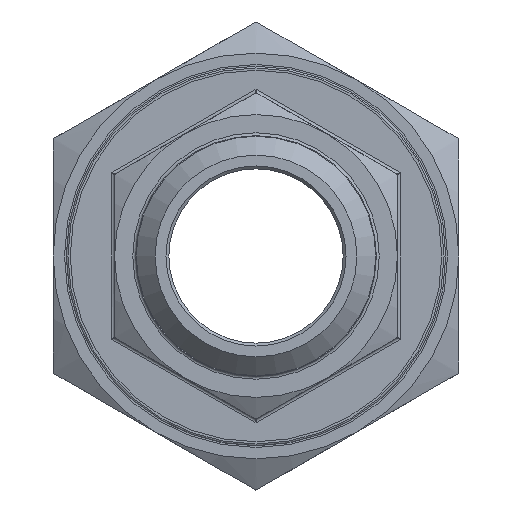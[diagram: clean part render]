
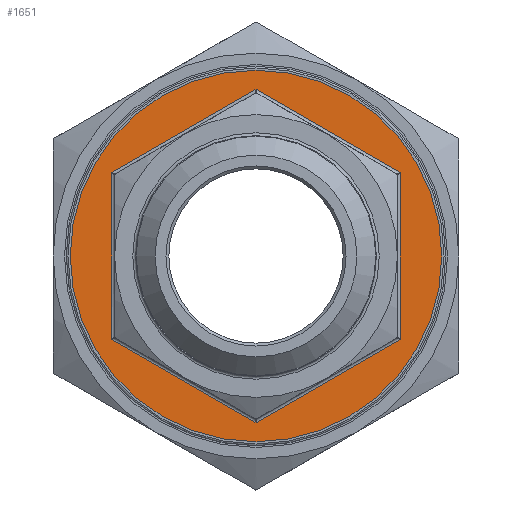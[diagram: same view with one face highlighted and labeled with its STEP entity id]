
A CAD part, front view. The second image highlights one B-rep face of the part: STEP entity #1651.
In plain terms, the highlighted planar face has unit normal (0, -1, 0).
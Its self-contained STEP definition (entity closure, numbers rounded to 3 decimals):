
#144=LINE('',#2968,#204);
#148=LINE('',#3020,#208);
#152=LINE('',#3074,#212);
#156=LINE('',#3124,#216);
#160=LINE('',#3167,#220);
#166=LINE('',#3244,#226);
#204=VECTOR('',#2183,29.156);
#208=VECTOR('',#2205,29.156);
#212=VECTOR('',#2231,29.156);
#216=VECTOR('',#2253,29.156);
#220=VECTOR('',#2273,29.156);
#226=VECTOR('',#2335,29.156);
#344=PLANE('',#1875);
#365=FACE_BOUND('',#599,.T.);
#471=FACE_OUTER_BOUND('',#598,.T.);
#598=EDGE_LOOP('',(#1455));
#599=EDGE_LOOP('',(#1456,#1457,#1458,#1459,#1460,#1461));
#696=CIRCLE('',#1876,32.5);
#804=VERTEX_POINT('',#2939);
#811=VERTEX_POINT('',#2967);
#819=VERTEX_POINT('',#3019);
#827=VERTEX_POINT('',#3073);
#833=VERTEX_POINT('',#3123);
#836=VERTEX_POINT('',#3154);
#849=VERTEX_POINT('',#3246);
#1003=EDGE_CURVE('',#804,#811,#144,.T.);
#1015=EDGE_CURVE('',#811,#819,#148,.T.);
#1028=EDGE_CURVE('',#819,#827,#152,.T.);
#1039=EDGE_CURVE('',#827,#833,#156,.T.);
#1049=EDGE_CURVE('',#833,#836,#160,.T.);
#1071=EDGE_CURVE('',#836,#804,#166,.T.);
#1072=EDGE_CURVE('',#849,#849,#696,.T.);
#1455=ORIENTED_EDGE('',*,*,#1072,.T.);
#1456=ORIENTED_EDGE('',*,*,#1028,.F.);
#1457=ORIENTED_EDGE('',*,*,#1015,.F.);
#1458=ORIENTED_EDGE('',*,*,#1003,.F.);
#1459=ORIENTED_EDGE('',*,*,#1071,.F.);
#1460=ORIENTED_EDGE('',*,*,#1049,.F.);
#1461=ORIENTED_EDGE('',*,*,#1039,.F.);
#1651=ADVANCED_FACE('',(#471,#365),#344,.F.);
#1875=AXIS2_PLACEMENT_3D('',#3245,#2336,#2337);
#1876=AXIS2_PLACEMENT_3D('',#3247,#2338,#2339);
#2183=DIRECTION('',(-0.866,0.,-0.5));
#2205=DIRECTION('',(0.,0.,-1.));
#2231=DIRECTION('',(0.866,0.,-0.5));
#2253=DIRECTION('',(0.866,0.,0.5));
#2273=DIRECTION('',(0.,0.,1.));
#2335=DIRECTION('',(-0.866,0.,0.5));
#2336=DIRECTION('center_axis',(0.,1.,0.));
#2337=DIRECTION('ref_axis',(0.,0.,1.));
#2338=DIRECTION('center_axis',(0.,-1.,0.));
#2339=DIRECTION('ref_axis',(1.,0.,0.));
#2939=CARTESIAN_POINT('',(0.,-13.,29.156));
#2967=CARTESIAN_POINT('',(-25.25,-13.,14.578));
#2968=CARTESIAN_POINT('',(-18.813,-13.,18.295));
#3019=CARTESIAN_POINT('',(-25.25,-13.,-14.578));
#3020=CARTESIAN_POINT('',(-25.25,-13.,-7.145));
#3073=CARTESIAN_POINT('',(0.,-13.,-29.156));
#3074=CARTESIAN_POINT('',(-6.438,-13.,-25.439));
#3123=CARTESIAN_POINT('',(25.25,-13.,-14.578));
#3124=CARTESIAN_POINT('',(18.813,-13.,-18.295));
#3154=CARTESIAN_POINT('',(25.25,-13.,14.578));
#3167=CARTESIAN_POINT('',(25.25,-13.,7.145));
#3244=CARTESIAN_POINT('',(6.437,-13.,25.439));
#3245=CARTESIAN_POINT('Origin',(0.,-13.,0.));
#3246=CARTESIAN_POINT('',(-32.5,-13.,0.));
#3247=CARTESIAN_POINT('Origin',(0.,-13.,0.));
